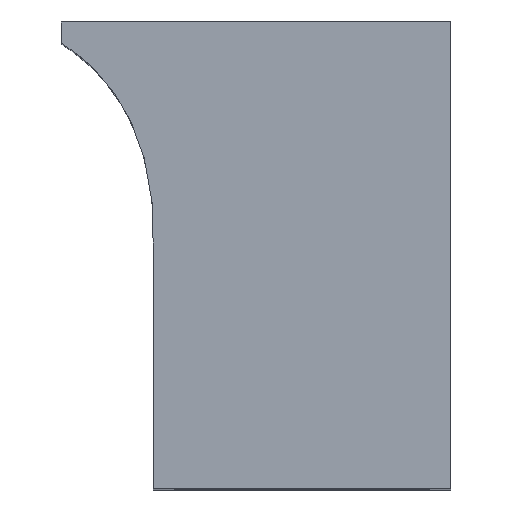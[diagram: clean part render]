
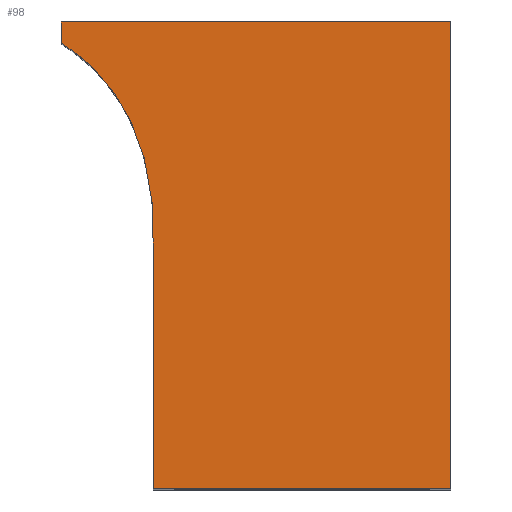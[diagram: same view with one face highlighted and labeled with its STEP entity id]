
A CAD part, top view. The second image highlights one B-rep face of the part: STEP entity #98.
In plain terms, the highlighted planar face has unit normal (0, 0, 1).
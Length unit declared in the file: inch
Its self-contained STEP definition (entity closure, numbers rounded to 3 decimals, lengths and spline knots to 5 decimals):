
#15 = CARTESIAN_POINT ( 'NONE',  ( -0.82885, 10.65391, 26. ) ) ;
#26 = DIRECTION ( 'NONE',  ( 1., 0., 0. ) ) ;
#30 = LINE ( 'NONE', #460, #44 ) ;
#34 = ORIENTED_EDGE ( 'NONE', *, *, #491, .F. ) ;
#44 = VECTOR ( 'NONE', #230, 39.37008 ) ;
#46 = ORIENTED_EDGE ( 'NONE', *, *, #312, .F. ) ;
#59 = CARTESIAN_POINT ( 'NONE',  ( -0.82885, 10.65391, 26. ) ) ;
#79 = VERTEX_POINT ( 'NONE', #581 ) ;
#82 = CARTESIAN_POINT ( 'NONE',  ( 3.03075, 0., 26. ) ) ;
#86 = CARTESIAN_POINT ( 'NONE',  ( 3.58249, 7.50854, 26. ) ) ;
#98 = ADVANCED_FACE ( 'NONE', ( #250 ), #214, .T. ) ;
#99 = LINE ( 'NONE', #184, #527 ) ;
#123 = CARTESIAN_POINT ( 'NONE',  ( 0., 0., 26. ) ) ;
#128 = CARTESIAN_POINT ( 'NONE',  ( -1.29537, 0., 26. ) ) ;
#166 = VECTOR ( 'NONE', #324, 39.37008 ) ;
#171 = VECTOR ( 'NONE', #374, 39.37008 ) ;
#173 = CARTESIAN_POINT ( 'NONE',  ( 17.03075, 11.96568, 26. ) ) ;
#184 = CARTESIAN_POINT ( 'NONE',  ( 3.03075, -10., 26. ) ) ;
#186 = AXIS2_PLACEMENT_3D ( 'NONE', #123, #352, #26 ) ;
#191 = ORIENTED_EDGE ( 'NONE', *, *, #292, .T. ) ;
#201 = VERTEX_POINT ( 'NONE', #252 ) ;
#214 = PLANE ( 'NONE',  #186 ) ;
#218 = VERTEX_POINT ( 'NONE', #483 ) ;
#222 = CARTESIAN_POINT ( 'NONE',  ( 3.03075, 0., 26. ) ) ;
#230 = DIRECTION ( 'NONE',  ( 0., 1., 0. ) ) ;
#248 = VERTEX_POINT ( 'NONE', #173 ) ;
#250 = FACE_OUTER_BOUND ( 'NONE', #594, .T. ) ;
#252 = CARTESIAN_POINT ( 'NONE',  ( 3.03075, -10., 26. ) ) ;
#258 = DIRECTION ( 'NONE',  ( 0., -1., 0. ) ) ;
#281 = VERTEX_POINT ( 'NONE', #82 ) ;
#288 = CARTESIAN_POINT ( 'NONE',  ( -1.29537, 10.96568, 26. ) ) ;
#292 = EDGE_CURVE ( 'NONE', #79, #514, #295, .T. ) ;
#295 = LINE ( 'NONE', #128, #530 ) ;
#312 = EDGE_CURVE ( 'NONE', #281, #501, #436, .T. ) ;
#319 = LINE ( 'NONE', #465, #166 ) ;
#324 = DIRECTION ( 'NONE',  ( -1., 0., 0. ) ) ;
#326 = CARTESIAN_POINT ( 'NONE',  ( -1.05567, 10.81431, 26. ) ) ;
#331 = B_SPLINE_CURVE_WITH_KNOTS ( 'NONE', 2,
 ( #473, #326, #59 ),
 .UNSPECIFIED., .F., .F.,
 ( 3, 3 ),
 ( 0., 0.04566 ),
 .UNSPECIFIED. ) ;
#351 = ORIENTED_EDGE ( 'NONE', *, *, #499, .T. ) ;
#352 = DIRECTION ( 'NONE',  ( 0., 0., 1. ) ) ;
#374 = DIRECTION ( 'NONE',  ( -1., 0., 0. ) ) ;
#381 = CARTESIAN_POINT ( 'NONE',  ( 17.03075, 11.96568, 26. ) ) ;
#416 = ORIENTED_EDGE ( 'NONE', *, *, #453, .F. ) ;
#436 = B_SPLINE_CURVE_WITH_KNOTS ( 'NONE', 2,
 ( #222, #86, #547 ),
 .UNSPECIFIED., .F., .F.,
 ( 3, 3 ),
 ( 0., 0.87043 ),
 .UNSPECIFIED. ) ;
#453 = EDGE_CURVE ( 'NONE', #218, #201, #319, .T. ) ;
#460 = CARTESIAN_POINT ( 'NONE',  ( 17.03075, 0., 26. ) ) ;
#463 = EDGE_CURVE ( 'NONE', #218, #248, #30, .T. ) ;
#464 = DIRECTION ( 'NONE',  ( 0., 1., 0. ) ) ;
#465 = CARTESIAN_POINT ( 'NONE',  ( 3.03075, -10., 26. ) ) ;
#473 = CARTESIAN_POINT ( 'NONE',  ( -1.29537, 10.96568, 26. ) ) ;
#483 = CARTESIAN_POINT ( 'NONE',  ( 17.03075, -10., 26. ) ) ;
#491 = EDGE_CURVE ( 'NONE', #201, #281, #99, .T. ) ;
#499 = EDGE_CURVE ( 'NONE', #248, #79, #592, .T. ) ;
#501 = VERTEX_POINT ( 'NONE', #15 ) ;
#514 = VERTEX_POINT ( 'NONE', #288 ) ;
#527 = VECTOR ( 'NONE', #464, 39.37008 ) ;
#530 = VECTOR ( 'NONE', #258, 39.37008 ) ;
#531 = EDGE_CURVE ( 'NONE', #514, #501, #331, .T. ) ;
#533 = ORIENTED_EDGE ( 'NONE', *, *, #463, .T. ) ;
#547 = CARTESIAN_POINT ( 'NONE',  ( -0.82885, 10.65391, 26. ) ) ;
#550 = ORIENTED_EDGE ( 'NONE', *, *, #531, .T. ) ;
#581 = CARTESIAN_POINT ( 'NONE',  ( -1.29537, 11.96568, 26. ) ) ;
#592 = LINE ( 'NONE', #381, #171 ) ;
#594 = EDGE_LOOP ( 'NONE', ( #46, #34, #416, #533, #351, #191, #550 ) ) ;
